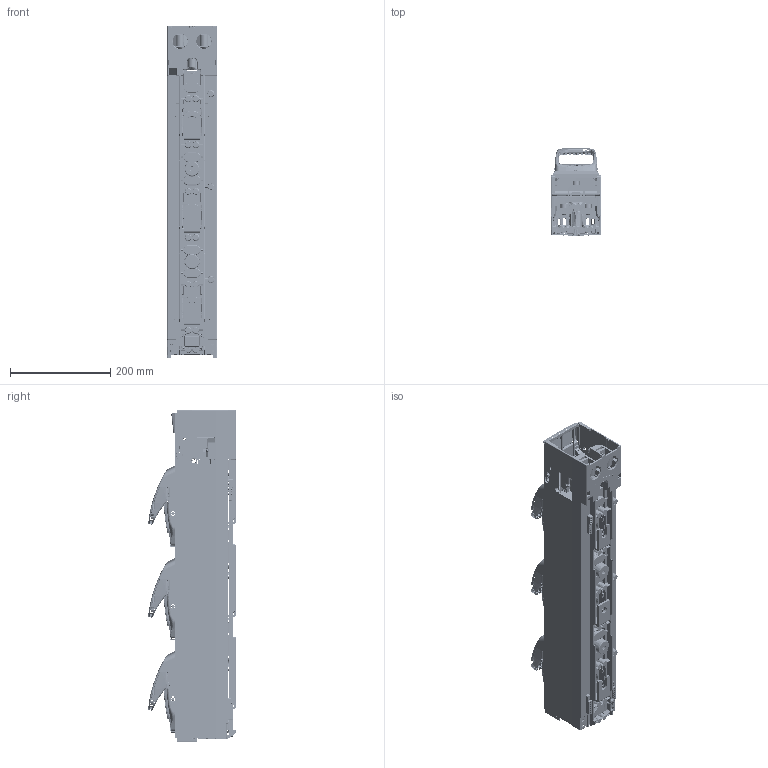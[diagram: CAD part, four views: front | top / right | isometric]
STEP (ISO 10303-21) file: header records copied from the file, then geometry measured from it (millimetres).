
FILE_DESCRIPTION((''),'2;1');
FILE_NAME('ZLBM3-1P-V','2021-08-04T11:19:11',('FIKASAV3'),(''),'CREO PARAMETRIC BY PTC INC, 2020184','CREO PARAMETRIC BY PTC INC, 2020184','');
FILE_SCHEMA(('AUTOMOTIVE_DESIGN { 1 0 10303 214 1 1 1 1 }'));
Products named in the file (1): ZLBM3-1P-V
Bounding box: 99 x 174.86 x 662.12 mm (x, y, z)
Volume: 4412874.9 mm3; surface area: 1251921.9 mm2
Topology: 1 solids, 811 shells, 8800 faces, 46379 edges, 36982 vertices
Faces by surface type: plane 4738, cylinder 2186, bspline 680, torus 562, cone 473, sphere 104, extrusion 57
Entity records: 920171 total; most frequent: CARTESIAN_POINT 540069, ORIENTED_EDGE 61293, DIRECTION 52768, EDGE_CURVE 46299, VERTEX_POINT 36989, VECTOR 25009, LINE 24952, B_SPLINE_CURVE_WITH_KNOTS 15577
